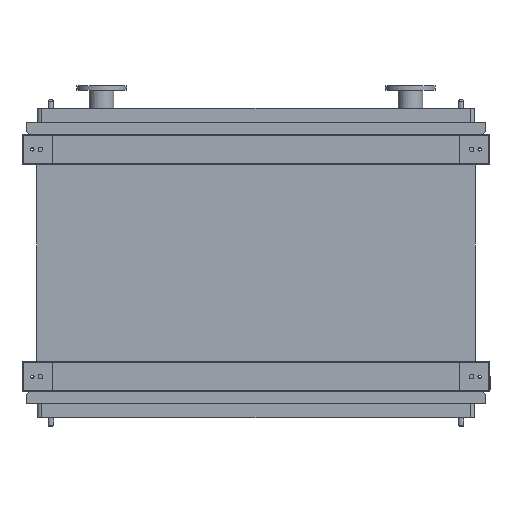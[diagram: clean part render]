
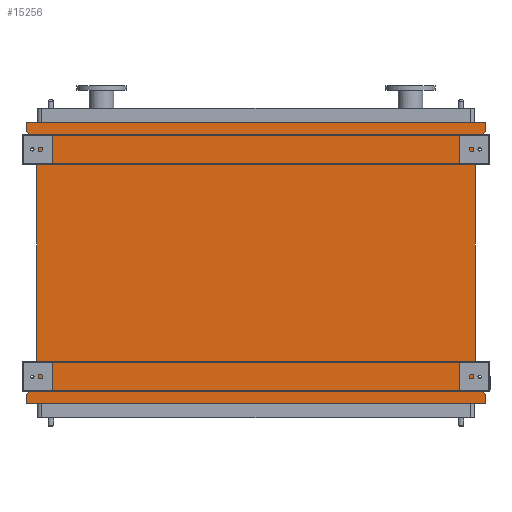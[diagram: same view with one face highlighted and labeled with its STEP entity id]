
A CAD part, front view. The second image highlights one B-rep face of the part: STEP entity #15256.
In plain terms, the highlighted planar face has unit normal (0, -1, 0).
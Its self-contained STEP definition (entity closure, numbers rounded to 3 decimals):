
#497 = CARTESIAN_POINT ( 'NONE',  ( 965., 0., 0. ) ) ;
#511 = DIRECTION ( 'NONE',  ( 0., 0., -1. ) ) ;
#1008 = EDGE_CURVE ( 'NONE', #23755, #23034, #6941, .T. ) ;
#1143 = CARTESIAN_POINT ( 'NONE',  ( -1011., 0., 95. ) ) ;
#1400 = EDGE_CURVE ( 'NONE', #2761, #21219, #21541, .T. ) ;
#1694 = VERTEX_POINT ( 'NONE', #1143 ) ;
#1697 = DIRECTION ( 'NONE',  ( -0.655, 0., 0.755 ) ) ;
#1819 = EDGE_CURVE ( 'NONE', #23034, #21013, #6920, .T. ) ;
#1910 = CARTESIAN_POINT ( 'NONE',  ( -1011., 0., 53. ) ) ;
#2427 = EDGE_CURVE ( 'NONE', #21013, #5023, #3224, .T. ) ;
#2457 = EDGE_CURVE ( 'NONE', #21219, #4446, #22319, .T. ) ;
#2518 = LINE ( 'NONE', #6298, #15811 ) ;
#2761 = VERTEX_POINT ( 'NONE', #5622 ) ;
#3158 = CARTESIAN_POINT ( 'NONE',  ( 1011., 0., -1103. ) ) ;
#3224 = LINE ( 'NONE', #18259, #21781 ) ;
#3231 = DIRECTION ( 'NONE',  ( 0., 0., -1. ) ) ;
#3329 = CARTESIAN_POINT ( 'NONE',  ( -1011., 0., 53. ) ) ;
#3402 = LINE ( 'NONE', #3329, #17883 ) ;
#4040 = CARTESIAN_POINT ( 'NONE',  ( 1011., 0., 53. ) ) ;
#4363 = VECTOR ( 'NONE', #9182, 1000. ) ;
#4446 = VERTEX_POINT ( 'NONE', #497 ) ;
#4969 = DIRECTION ( 'NONE',  ( 0., 0., -1. ) ) ;
#5023 = VERTEX_POINT ( 'NONE', #20146 ) ;
#5204 = VERTEX_POINT ( 'NONE', #1910 ) ;
#5411 = EDGE_CURVE ( 'NONE', #18040, #4446, #18722, .T. ) ;
#5614 = ORIENTED_EDGE ( 'NONE', *, *, #5411, .T. ) ;
#5622 = CARTESIAN_POINT ( 'NONE',  ( 1011., 0., 95. ) ) ;
#5679 = ORIENTED_EDGE ( 'NONE', *, *, #2457, .F. ) ;
#5705 = EDGE_LOOP ( 'NONE', ( #5614, #5679, #5802, #5849, #5893, #5957, #6000, #6167, #6186, #6340, #6411, #6476 ) ) ;
#5802 = ORIENTED_EDGE ( 'NONE', *, *, #1400, .F. ) ;
#5849 = ORIENTED_EDGE ( 'NONE', *, *, #11017, .F. ) ;
#5893 = ORIENTED_EDGE ( 'NONE', *, *, #10143, .F. ) ;
#5957 = ORIENTED_EDGE ( 'NONE', *, *, #14701, .F. ) ;
#6000 = ORIENTED_EDGE ( 'NONE', *, *, #17509, .F. ) ;
#6052 = LINE ( 'NONE', #14169, #11747 ) ;
#6088 = VECTOR ( 'NONE', #511, 1000. ) ;
#6167 = ORIENTED_EDGE ( 'NONE', *, *, #23651, .F. ) ;
#6186 = ORIENTED_EDGE ( 'NONE', *, *, #2427, .F. ) ;
#6298 = CARTESIAN_POINT ( 'NONE',  ( -965., 0., -1050. ) ) ;
#6340 = ORIENTED_EDGE ( 'NONE', *, *, #1819, .F. ) ;
#6411 = ORIENTED_EDGE ( 'NONE', *, *, #1008, .F. ) ;
#6476 = ORIENTED_EDGE ( 'NONE', *, *, #14725, .F. ) ;
#6658 = CARTESIAN_POINT ( 'NONE',  ( 1011., 0., -1103. ) ) ;
#6715 = PLANE ( 'NONE',  #8373 ) ;
#6920 = LINE ( 'NONE', #23403, #10233 ) ;
#6941 = LINE ( 'NONE', #3158, #16620 ) ;
#7736 = CARTESIAN_POINT ( 'NONE',  ( -1011., 0., 95. ) ) ;
#8322 = DIRECTION ( 'NONE',  ( 0.655, 0., 0.755 ) ) ;
#8373 = AXIS2_PLACEMENT_3D ( 'NONE', #18154, #16432, #4969 ) ;
#9182 = DIRECTION ( 'NONE',  ( 0.655, 0., -0.755 ) ) ;
#9671 = DIRECTION ( 'NONE',  ( 1., 0., 0. ) ) ;
#9675 = CARTESIAN_POINT ( 'NONE',  ( 965., 0., -1050. ) ) ;
#10143 = EDGE_CURVE ( 'NONE', #5204, #1694, #3402, .T. ) ;
#10233 = VECTOR ( 'NONE', #16477, 1000. ) ;
#10688 = DIRECTION ( 'NONE',  ( 0., 0., 1. ) ) ;
#11017 = EDGE_CURVE ( 'NONE', #1694, #2761, #20573, .T. ) ;
#11747 = VECTOR ( 'NONE', #8322, 1000. ) ;
#12052 = VECTOR ( 'NONE', #21747, 1000. ) ;
#12375 = VERTEX_POINT ( 'NONE', #19326 ) ;
#12649 = CARTESIAN_POINT ( 'NONE',  ( 1011., 0., 53. ) ) ;
#13368 = CARTESIAN_POINT ( 'NONE',  ( 1011., 0., 95. ) ) ;
#13778 = VECTOR ( 'NONE', #15942, 1000. ) ;
#14169 = CARTESIAN_POINT ( 'NONE',  ( -1011., 0., -1103. ) ) ;
#14701 = EDGE_CURVE ( 'NONE', #21805, #5204, #22859, .T. ) ;
#14725 = EDGE_CURVE ( 'NONE', #18040, #23755, #22323, .T. ) ;
#14870 = CARTESIAN_POINT ( 'NONE',  ( -965., 0., 0. ) ) ;
#15218 = VECTOR ( 'NONE', #9671, 1000. ) ;
#15256 = ADVANCED_FACE ( 'NONE', ( #16836 ), #6715, .T. ) ;
#15811 = VECTOR ( 'NONE', #19502, 1000. ) ;
#15942 = DIRECTION ( 'NONE',  ( 0., 0., 1. ) ) ;
#16432 = DIRECTION ( 'NONE',  ( 0., -1., 0. ) ) ;
#16477 = DIRECTION ( 'NONE',  ( -1., 0., 0. ) ) ;
#16597 = DIRECTION ( 'NONE',  ( 0., 0., 1. ) ) ;
#16620 = VECTOR ( 'NONE', #3231, 1000. ) ;
#16836 = FACE_OUTER_BOUND ( 'NONE', #5705, .T. ) ;
#16930 = CARTESIAN_POINT ( 'NONE',  ( -1011., 0., -1145. ) ) ;
#17509 = EDGE_CURVE ( 'NONE', #12375, #21805, #2518, .T. ) ;
#17883 = VECTOR ( 'NONE', #16597, 1000. ) ;
#18040 = VERTEX_POINT ( 'NONE', #9675 ) ;
#18154 = CARTESIAN_POINT ( 'NONE',  ( -965., 0., -1050. ) ) ;
#18259 = CARTESIAN_POINT ( 'NONE',  ( -1011., 0., -1145. ) ) ;
#18261 = VECTOR ( 'NONE', #1697, 1000. ) ;
#18430 = CARTESIAN_POINT ( 'NONE',  ( 1011., 0., -1145. ) ) ;
#18455 = CARTESIAN_POINT ( 'NONE',  ( -965., 0., 0. ) ) ;
#18722 = LINE ( 'NONE', #22939, #13778 ) ;
#19326 = CARTESIAN_POINT ( 'NONE',  ( -965., 0., -1050. ) ) ;
#19502 = DIRECTION ( 'NONE',  ( 0., 0., 1. ) ) ;
#20146 = CARTESIAN_POINT ( 'NONE',  ( -1011., 0., -1103. ) ) ;
#20396 = CARTESIAN_POINT ( 'NONE',  ( 965., 0., -1050. ) ) ;
#20573 = LINE ( 'NONE', #7736, #15218 ) ;
#21013 = VERTEX_POINT ( 'NONE', #16930 ) ;
#21219 = VERTEX_POINT ( 'NONE', #4040 ) ;
#21541 = LINE ( 'NONE', #13368, #6088 ) ;
#21747 = DIRECTION ( 'NONE',  ( -0.655, 0., -0.755 ) ) ;
#21781 = VECTOR ( 'NONE', #10688, 1000. ) ;
#21805 = VERTEX_POINT ( 'NONE', #18455 ) ;
#22319 = LINE ( 'NONE', #12649, #12052 ) ;
#22323 = LINE ( 'NONE', #20396, #4363 ) ;
#22859 = LINE ( 'NONE', #14870, #18261 ) ;
#22939 = CARTESIAN_POINT ( 'NONE',  ( 965., 0., -1050. ) ) ;
#23034 = VERTEX_POINT ( 'NONE', #18430 ) ;
#23403 = CARTESIAN_POINT ( 'NONE',  ( 1011., 0., -1145. ) ) ;
#23651 = EDGE_CURVE ( 'NONE', #5023, #12375, #6052, .T. ) ;
#23755 = VERTEX_POINT ( 'NONE', #6658 ) ;
